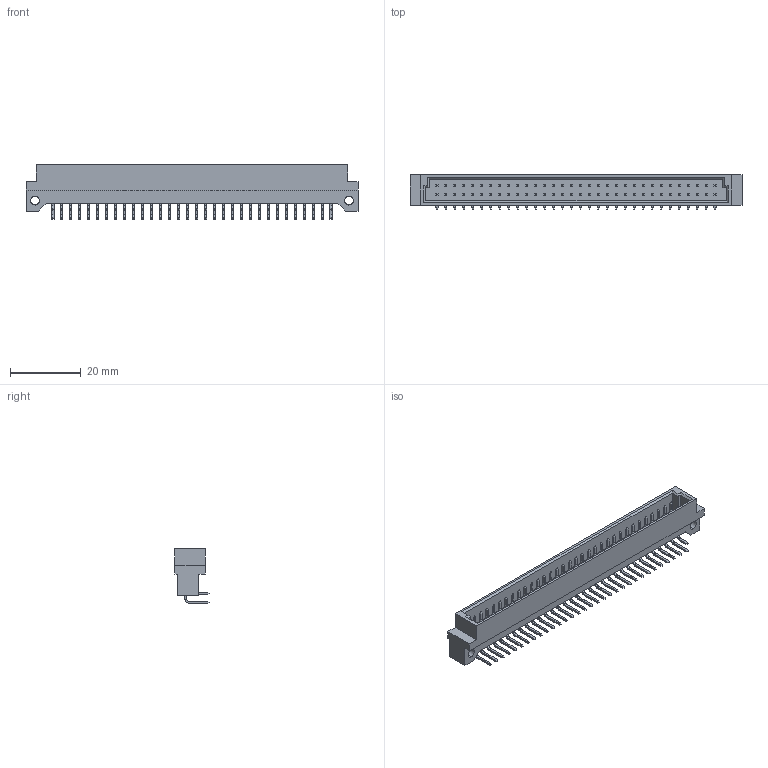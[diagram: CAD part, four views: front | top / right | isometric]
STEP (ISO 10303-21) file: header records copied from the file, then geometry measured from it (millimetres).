
FILE_DESCRIPTION (( 'STEP AP203' ), '1' );
FILE_NAME ('463-064-360-212.STEP', '2019-11-11T15:44:25', ( '' ), ( '' ), 'SwSTEP 2.0', 'SolidWorks 2020', '' );
FILE_SCHEMA (( 'CONFIG_CONTROL_DESIGN' ));
Length unit declared in the file: millimetre
Products named in the file (4): 463-290-1; 463 Part_64; 463-290-2; 463-064-360-212
Assembly tree (65 placements, depth 2):
  463-064-360-212
    463 Part_64
    463-290-1  x32
    463-290-2  x32
Bounding box: 94 x 9.7 x 15.53 mm (x, y, z)
Volume: 4648.5 mm3; surface area: 8080.1 mm2
Topology: 65 solids, 65 shells, 1447 faces, 3428 edges, 2112 vertices
Faces by surface type: plane 1315, cylinder 132
Entity records: 13228 total; most frequent: CARTESIAN_POINT 1971, ORIENTED_EDGE 1896, DIRECTION 1762, EDGE_CURVE 948, LINE 932, VECTOR 932, VERTEX_POINT 624, EDGE_LOOP 464
